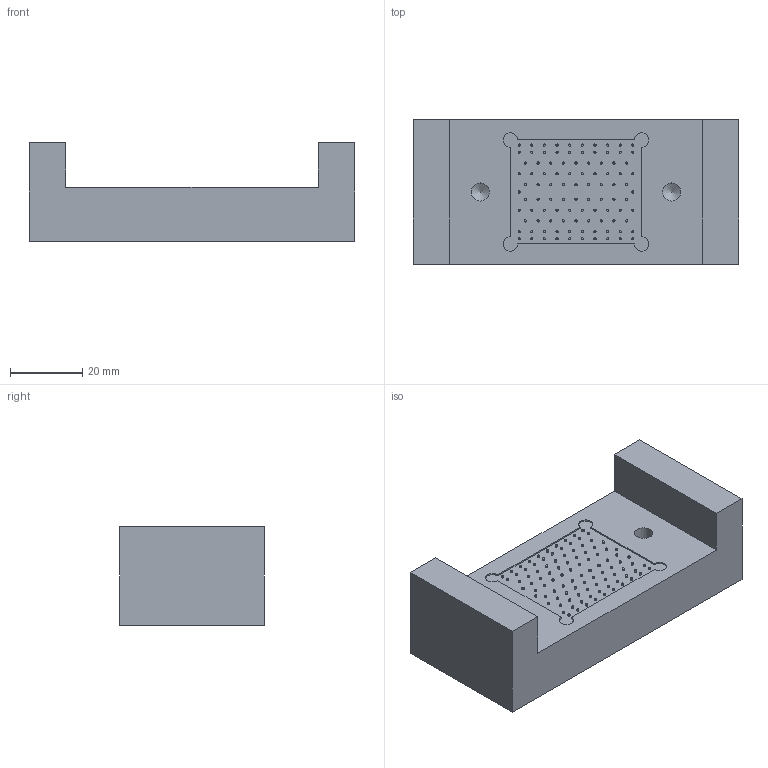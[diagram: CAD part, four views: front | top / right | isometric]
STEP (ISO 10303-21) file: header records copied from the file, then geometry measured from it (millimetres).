
FILE_DESCRIPTION(/* description */ ('Unknown'),/* implementation_level */ '2;1');
FILE_NAME(/* name */ 'flowE1-12U-TIM',/* time_stamp */ '2018-07-19T09:31:12+02:00',/* author */ ('Unknown'),/* organization */ ('Unknown'),/* preprocessor_version */ 'ST-DEVELOPER v16.7',/* originating_system */ 'DEX',/* authorisation */ $);
FILE_SCHEMA (('AUTOMOTIVE_DESIGN {1 0 10303 214 3 1 1}'));
Length unit declared in the file: millimetre
Products named in the file (1): flowE1-12U-TIM
Bounding box: 90 x 40 x 27.4 mm (x, y, z)
Volume: 62897.6 mm3; surface area: 14298.1 mm2
Topology: 1 solids, 1 shells, 282 faces, 520 edges, 346 vertices
Faces by surface type: plane 160, cylinder 108, bspline 10, cone 4
Full cylindrical faces by diameter (mm): 0.6 x98, 3.242 x4, 5 x2
Entity records: 8846 total; most frequent: CARTESIAN_POINT 1529, DIRECTION 1142, ORIENTED_EDGE 804, FACE_BOUND 502, EDGE_LOOP 498, AXIS2_PLACEMENT_3D 487, EDGE_CURVE 402, VERTEX_POINT 342
